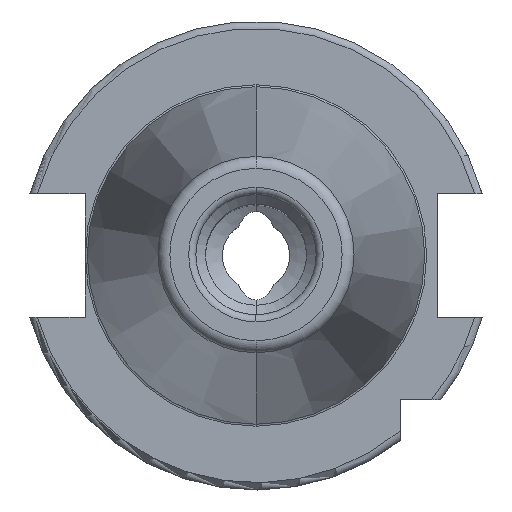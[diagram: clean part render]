
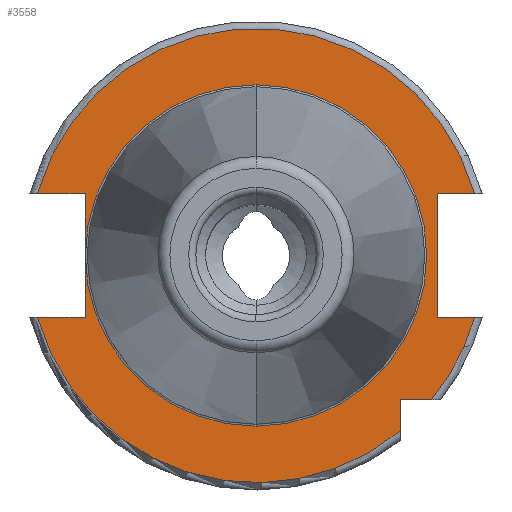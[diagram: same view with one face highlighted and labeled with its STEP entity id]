
A CAD part, top view. The second image highlights one B-rep face of the part: STEP entity #3558.
In plain terms, the highlighted planar face has unit normal (0, 0, 1).
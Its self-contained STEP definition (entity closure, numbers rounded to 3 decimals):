
#644=CARTESIAN_POINT('',(0,0,15.9));
#645=DIRECTION('',(0,0,1));
#646=DIRECTION('',(0.962,0.272,0));
#647=AXIS2_PLACEMENT_3D('',#644,#645,#646);
#695=CARTESIAN_POINT('',(0,0,15.9));
#696=DIRECTION('',(0,0,1));
#697=DIRECTION('',(-0.962,-0.272,0));
#698=AXIS2_PLACEMENT_3D('',#695,#696,#697);
#714=DIRECTION('',(1,0,0));
#715=VECTOR('',#714,9.969);
#716=CARTESIAN_POINT('',(-45.469,-12.85,15.9));
#717=LINE('',#716,#715);
#718=DIRECTION('',(0.,1,0));
#719=VECTOR('',#718,12.85);
#720=CARTESIAN_POINT('',(-35.5,-12.85,15.9));
#721=LINE('',#720,#719);
#722=DIRECTION('',(0.,1,0));
#723=VECTOR('',#722,12.85);
#724=CARTESIAN_POINT('',(-35.5,0,15.9));
#725=LINE('',#724,#723);
#726=DIRECTION('',(1,0,0));
#727=VECTOR('',#726,9.969);
#728=CARTESIAN_POINT('',(-45.469,12.85,15.9));
#729=LINE('',#728,#727);
#730=DIRECTION('',(-1,0,0));
#731=VECTOR('',#730,7.769);
#732=CARTESIAN_POINT('',(45.469,12.85,15.9));
#733=LINE('',#732,#731);
#734=DIRECTION('',(0,-1,0));
#735=VECTOR('',#734,25.7);
#736=CARTESIAN_POINT('',(37.7,12.85,15.9));
#737=LINE('',#736,#735);
#738=DIRECTION('',(-1,0,0));
#739=VECTOR('',#738,7.769);
#740=CARTESIAN_POINT('',(45.469,-12.85,15.9));
#741=LINE('',#740,#739);
#742=CARTESIAN_POINT('',(0,0,15.9));
#743=DIRECTION('',(0,0,1));
#744=DIRECTION('',(0.773,-0.635,0));
#745=AXIS2_PLACEMENT_3D('',#742,#743,#744);
#747=DIRECTION('',(-1,0,0));
#748=VECTOR('',#747,6.504);
#749=CARTESIAN_POINT('',(36.504,-30,15.9));
#750=LINE('',#749,#748);
#751=DIRECTION('',(0,1,0));
#752=VECTOR('',#751,6.504);
#753=CARTESIAN_POINT('',(30,-36.504,15.9));
#754=LINE('',#753,#752);
#755=CARTESIAN_POINT('',(0,0,15.9));
#756=DIRECTION('',(0,0,1));
#757=DIRECTION('',(0,1,0));
#758=AXIS2_PLACEMENT_3D('',#755,#756,#757);
#770=CARTESIAN_POINT('',(0,0,15.9));
#771=DIRECTION('',(0,0,1));
#772=DIRECTION('',(-1,0,0));
#773=AXIS2_PLACEMENT_3D('',#770,#771,#772);
#775=CARTESIAN_POINT('',(0,0,15.9));
#776=DIRECTION('',(0,0,-1));
#777=DIRECTION('',(0,1,0));
#778=AXIS2_PLACEMENT_3D('',#775,#776,#777);
#2472=CARTESIAN_POINT('',(0,35.5,15.9));
#2474=VERTEX_POINT('',#2472);
#2494=CARTESIAN_POINT('',(0,-35.5,15.9));
#2496=VERTEX_POINT('',#2494);
#2642=CARTESIAN_POINT('',(-45.469,-12.85,15.9));
#2643=CARTESIAN_POINT('',(-35.5,-12.85,15.9));
#2644=VERTEX_POINT('',#2642);
#2645=VERTEX_POINT('',#2643);
#2646=CARTESIAN_POINT('',(-35.5,0,15.9));
#2647=VERTEX_POINT('',#2646);
#2648=CARTESIAN_POINT('',(-35.5,12.85,15.9));
#2649=VERTEX_POINT('',#2648);
#2650=CARTESIAN_POINT('',(-45.469,12.85,15.9));
#2651=VERTEX_POINT('',#2650);
#2652=CARTESIAN_POINT('',(37.7,12.85,15.9));
#2653=CARTESIAN_POINT('',(37.7,-12.85,15.9));
#2654=VERTEX_POINT('',#2652);
#2655=VERTEX_POINT('',#2653);
#2656=CARTESIAN_POINT('',(45.469,-12.85,15.9));
#2657=VERTEX_POINT('',#2656);
#2658=CARTESIAN_POINT('',(45.469,12.85,15.9));
#2659=VERTEX_POINT('',#2658);
#2660=CARTESIAN_POINT('',(30,-36.504,15.9));
#2661=CARTESIAN_POINT('',(30,-30,15.9));
#2662=VERTEX_POINT('',#2660);
#2663=VERTEX_POINT('',#2661);
#2664=CARTESIAN_POINT('',(36.504,-30,15.9));
#2665=VERTEX_POINT('',#2664);
#3531=CARTESIAN_POINT('',(0,0,15.9));
#3532=DIRECTION('',(0,0,-1));
#3533=DIRECTION('',(0,-1,0));
#3534=AXIS2_PLACEMENT_3D('',#3531,#3532,#3533);
#3535=PLANE('',#3534);
#3536=ORIENTED_EDGE('',*,*,#2910,.T.);
#3537=ORIENTED_EDGE('',*,*,#2947,.T.);
#3539=ORIENTED_EDGE('',*,*,#3538,.T.);
#3541=ORIENTED_EDGE('',*,*,#3540,.F.);
#3543=ORIENTED_EDGE('',*,*,#3542,.T.);
#3544=ORIENTED_EDGE('',*,*,#2945,.T.);
#3545=ORIENTED_EDGE('',*,*,#2981,.F.);
#3546=ORIENTED_EDGE('',*,*,#3509,.F.);
#3548=ORIENTED_EDGE('',*,*,#3547,.T.);
#3550=ORIENTED_EDGE('',*,*,#3549,.T.);
#3551=ORIENTED_EDGE('',*,*,#3057,.F.);
#3552=ORIENTED_EDGE('',*,*,#3499,.F.);
#3553=ORIENTED_EDGE('',*,*,#3114,.T.);
#3554=ORIENTED_EDGE('',*,*,#3165,.F.);
#3555=ORIENTED_EDGE('',*,*,#3525,.F.);
#3556=EDGE_LOOP('',(#3536,#3537,#3539,#3541,#3543,#3544,#3545,#3546,#3548,#3550,
#3551,#3552,#3553,#3554,#3555));
#3557=FACE_OUTER_BOUND('',#3556,.F.);
#3558=ADVANCED_FACE('',(#3557),#3535,.F.);
#648=CIRCLE('',#647,47.25);
#699=CIRCLE('',#698,47.25);
#746=CIRCLE('',#745,47.25);
#759=CIRCLE('',#758,35.5);
#774=CIRCLE('',#773,35.5);
#779=CIRCLE('',#778,35.5);
#2910=EDGE_CURVE('',#2644,#2645,#717,.T.);
#2945=EDGE_CURVE('',#2647,#2649,#725,.T.);
#2947=EDGE_CURVE('',#2645,#2647,#721,.T.);
#2981=EDGE_CURVE('',#2651,#2649,#729,.T.);
#3057=EDGE_CURVE('',#2657,#2655,#741,.T.);
#3114=EDGE_CURVE('',#2665,#2663,#750,.T.);
#3165=EDGE_CURVE('',#2662,#2663,#754,.T.);
#3499=EDGE_CURVE('',#2665,#2657,#746,.T.);
#3509=EDGE_CURVE('',#2659,#2651,#648,.T.);
#3525=EDGE_CURVE('',#2644,#2662,#699,.T.);
#3538=EDGE_CURVE('',#2647,#2496,#774,.T.);
#3540=EDGE_CURVE('',#2474,#2496,#779,.T.);
#3542=EDGE_CURVE('',#2474,#2647,#759,.T.);
#3547=EDGE_CURVE('',#2659,#2654,#733,.T.);
#3549=EDGE_CURVE('',#2654,#2655,#737,.T.);
